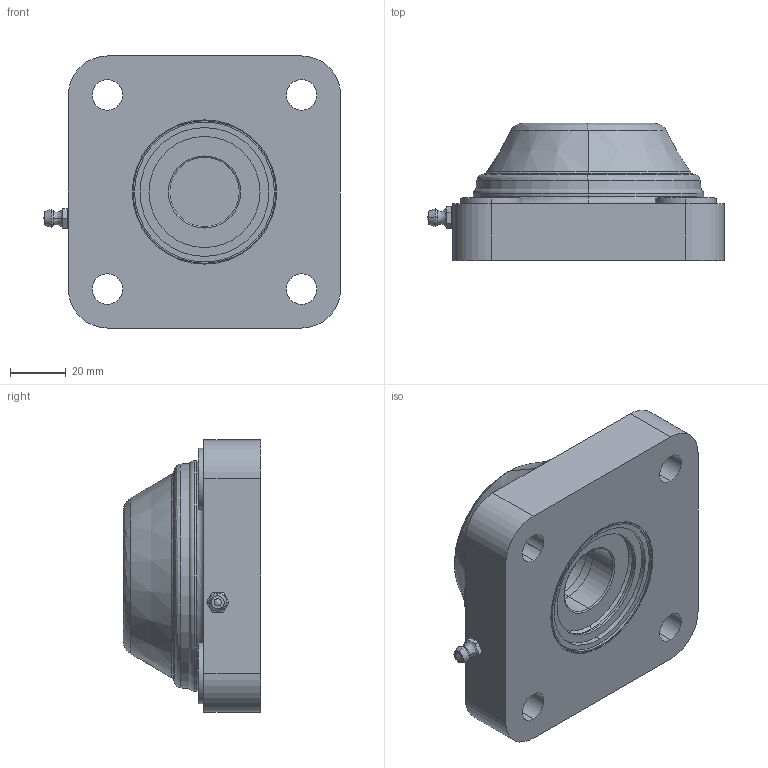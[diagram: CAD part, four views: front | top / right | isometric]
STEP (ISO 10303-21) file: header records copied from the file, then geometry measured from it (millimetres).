
FILE_DESCRIPTION (( 'STEP AP214' ), '1' );
FILE_NAME ('Rexnord-UCF-C - SUCF-C - HCF-C - SHCF-C-UCF 205 C- 64573.step.step', '2018-12-18T08:57:58', ( '' ), ( '' ), 'SwSTEP 2.0', 'SolidWorks 2018', '' );
FILE_SCHEMA (( 'AUTOMOTIVE_DESIGN' ));
Length unit declared in the file: millimetre
Products named in the file (5): Rexnord-UCF-C - SUCF-C - HCF-C - SHCF-C-UCF 205 C- 64573.step_NIPPLE; Rexnord-UCF-C - SUCF-C - HCF-C - SHCF-C-UCF 205 C- 64573.step_CAP_25 CLOSE; Rexnord-UCF-C - SUCF-C - HCF-C - SHCF-C-UCF 205 C- 64573.step_BEARING; Rexnord-UCF-C - SUCF-C - HCF-C - SHCF-C-UCF 205 C- 64573.step_HUB; Rexnord-UCF-C - SUCF-C - HCF-C - SHCF-C-UCF 205 C- 64573.step
Assembly tree (4 placements, depth 2):
  Rexnord-UCF-C - SUCF-C - HCF-C - SHCF-C-UCF 205 C- 64573.step
    Rexnord-UCF-C - SUCF-C - HCF-C - SHCF-C-UCF 205 C- 64573.step_HUB
    Rexnord-UCF-C - SUCF-C - HCF-C - SHCF-C-UCF 205 C- 64573.step_BEARING
    Rexnord-UCF-C - SUCF-C - HCF-C - SHCF-C-UCF 205 C- 64573.step_CAP_25 CLOSE
    Rexnord-UCF-C - SUCF-C - HCF-C - SHCF-C-UCF 205 C- 64573.step_NIPPLE
Bounding box: 107 x 49.5 x 98 mm (x, y, z)
Volume: 251377.6 mm3; surface area: 71888.5 mm2
Topology: 4 solids, 5 shells, 225 faces, 531 edges, 342 vertices
Faces by surface type: cylinder 75, plane 67, cone 46, torus 20, bspline 17
Entity records: 8549 total; most frequent: CARTESIAN_POINT 2016, DIRECTION 1179, ORIENTED_EDGE 1062, EDGE_CURVE 531, AXIS2_PLACEMENT_3D 501, VERTEX_POINT 342, CIRCLE 286, EDGE_LOOP 265
